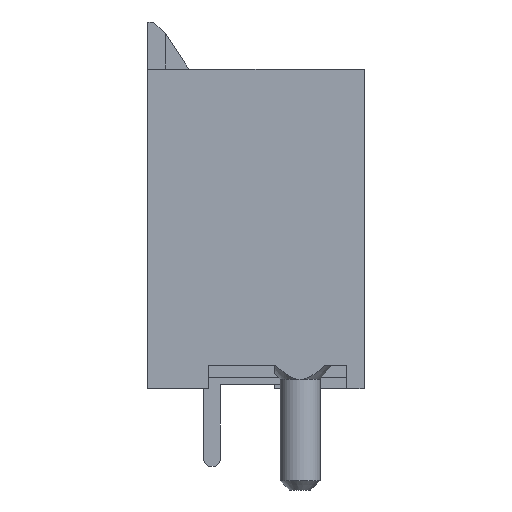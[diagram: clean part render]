
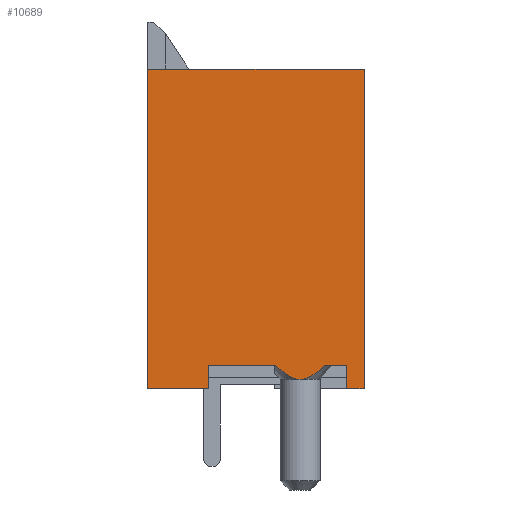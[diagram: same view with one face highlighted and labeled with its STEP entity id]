
A CAD part, left-side view. The second image highlights one B-rep face of the part: STEP entity #10689.
In plain terms, the highlighted planar face has unit normal (-1, 0, 0).
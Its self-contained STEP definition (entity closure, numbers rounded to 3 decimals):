
#26=B_SPLINE_CURVE_WITH_KNOTS('',3,(#14873,#14874,#14875,#14876,#14877,
#14878,#14879,#14880,#14881),.UNSPECIFIED.,.F.,.F.,(4,1,1,1,1,1,4),(0.,
0.25,0.375,0.5,0.625,0.75,1.),.UNSPECIFIED.);
#27=B_SPLINE_CURVE_WITH_KNOTS('',3,(#14883,#14884,#14885,#14886,#14887,
#14888,#14889,#14890,#14891),.UNSPECIFIED.,.F.,.F.,(4,1,1,1,1,1,4),(0.,
0.25,0.375,0.5,0.625,0.75,1.),.UNSPECIFIED.);
#1347=ORIENTED_EDGE('',*,*,#3323,.T.);
#1348=ORIENTED_EDGE('',*,*,#3324,.T.);
#1349=ORIENTED_EDGE('',*,*,#3325,.T.);
#1350=ORIENTED_EDGE('',*,*,#3326,.T.);
#1351=ORIENTED_EDGE('',*,*,#3327,.T.);
#1352=ORIENTED_EDGE('',*,*,#3328,.F.);
#1353=ORIENTED_EDGE('',*,*,#3255,.T.);
#1354=ORIENTED_EDGE('',*,*,#3202,.T.);
#1355=ORIENTED_EDGE('',*,*,#3181,.F.);
#1356=ORIENTED_EDGE('',*,*,#3321,.F.);
#1357=ORIENTED_EDGE('',*,*,#3329,.T.);
#3181=EDGE_CURVE('',#4294,#4295,#5180,.T.);
#3202=EDGE_CURVE('',#4309,#4295,#5197,.T.);
#3255=EDGE_CURVE('',#4343,#4309,#5250,.T.);
#3321=EDGE_CURVE('',#4373,#4294,#5316,.T.);
#3323=EDGE_CURVE('',#4374,#4375,#5318,.T.);
#3324=EDGE_CURVE('',#4375,#4376,#26,.T.);
#3325=EDGE_CURVE('',#4376,#4377,#27,.T.);
#3326=EDGE_CURVE('',#4377,#4378,#5319,.T.);
#3327=EDGE_CURVE('',#4378,#4379,#5320,.T.);
#3328=EDGE_CURVE('',#4343,#4379,#5321,.T.);
#3329=EDGE_CURVE('',#4373,#4374,#5322,.T.);
#4294=VERTEX_POINT('',#14589);
#4295=VERTEX_POINT('',#14591);
#4309=VERTEX_POINT('',#14631);
#4343=VERTEX_POINT('',#14727);
#4373=VERTEX_POINT('',#14866);
#4374=VERTEX_POINT('',#14871);
#4375=VERTEX_POINT('',#14872);
#4376=VERTEX_POINT('',#14882);
#4377=VERTEX_POINT('',#14892);
#4378=VERTEX_POINT('',#14894);
#4379=VERTEX_POINT('',#14896);
#5180=LINE('',#14590,#6144);
#5197=LINE('',#14630,#6161);
#5250=LINE('',#14726,#6214);
#5316=LINE('',#14867,#6280);
#5318=LINE('',#14870,#6282);
#5319=LINE('',#14893,#6283);
#5320=LINE('',#14895,#6284);
#5321=LINE('',#14897,#6285);
#5322=LINE('',#14898,#6286);
#6144=VECTOR('',#12141,1000.);
#6161=VECTOR('',#12176,1000.);
#6214=VECTOR('',#12247,1000.);
#6280=VECTOR('',#12401,1000.);
#6282=VECTOR('',#12405,1000.);
#6283=VECTOR('',#12406,1000.);
#6284=VECTOR('',#12407,1000.);
#6285=VECTOR('',#12408,1000.);
#6286=VECTOR('',#12409,1000.);
#6860=EDGE_LOOP('',(#1347,#1348,#1349,#1350,#1351,#1352,#1353,#1354,#1355,
#1356,#1357));
#7265=FACE_BOUND('',#6860,.T.);
#7656=PLANE('',#11097);
#10689=ADVANCED_FACE('',(#7265),#7656,.F.);
#11097=AXIS2_PLACEMENT_3D('',#14869,#12403,#12404);
#12141=DIRECTION('',(0.,-1.,0.));
#12176=DIRECTION('',(0.,0.,1.));
#12247=DIRECTION('',(0.,-1.,0.));
#12401=DIRECTION('',(0.,0.,1.));
#12403=DIRECTION('',(1.,0.,0.));
#12404=DIRECTION('',(0.,0.,-1.));
#12405=DIRECTION('',(0.,0.,-1.));
#12406=DIRECTION('',(0.,0.,-1.));
#12407=DIRECTION('',(0.,1.,0.));
#12408=DIRECTION('',(0.,0.,1.));
#12409=DIRECTION('',(0.,-1.,0.));
#14589=CARTESIAN_POINT('',(-8.4,13.6,4.6));
#14590=CARTESIAN_POINT('',(-8.4,13.6,4.6));
#14591=CARTESIAN_POINT('',(-8.4,0.,4.6));
#14630=CARTESIAN_POINT('',(-8.4,0.,-4.6));
#14631=CARTESIAN_POINT('',(-8.4,0.,-4.6));
#14726=CARTESIAN_POINT('',(-8.4,13.6,-4.6));
#14727=CARTESIAN_POINT('',(-8.4,13.6,-4.6));
#14866=CARTESIAN_POINT('',(-8.4,13.6,2.));
#14867=CARTESIAN_POINT('',(-8.4,13.6,-4.6));
#14869=CARTESIAN_POINT('',(-8.4,13.6,-4.6));
#14870=CARTESIAN_POINT('',(-8.4,12.6,-0.8));
#14871=CARTESIAN_POINT('',(-8.4,12.6,2.));
#14872=CARTESIAN_POINT('',(-8.4,12.6,-0.826));
#14873=CARTESIAN_POINT('',(-8.4,12.6,-0.826));
#14874=CARTESIAN_POINT('',(-8.4,12.684,-0.916));
#14875=CARTESIAN_POINT('',(-8.4,12.793,-1.04));
#14876=CARTESIAN_POINT('',(-8.4,12.916,-1.197));
#14877=CARTESIAN_POINT('',(-8.4,12.976,-1.277));
#14878=CARTESIAN_POINT('',(-8.4,13.087,-1.457));
#14879=CARTESIAN_POINT('',(-8.4,13.171,-1.648));
#14880=CARTESIAN_POINT('',(-8.4,13.2,-1.788));
#14881=CARTESIAN_POINT('',(-8.4,13.2,-1.875));
#14882=CARTESIAN_POINT('',(-8.4,13.2,-1.875));
#14883=CARTESIAN_POINT('',(-8.4,13.2,-1.875));
#14884=CARTESIAN_POINT('',(-8.4,13.2,-1.96));
#14885=CARTESIAN_POINT('',(-8.4,13.172,-2.098));
#14886=CARTESIAN_POINT('',(-8.4,13.089,-2.288));
#14887=CARTESIAN_POINT('',(-8.4,12.982,-2.464));
#14888=CARTESIAN_POINT('',(-8.4,12.922,-2.546));
#14889=CARTESIAN_POINT('',(-8.4,12.798,-2.705));
#14890=CARTESIAN_POINT('',(-8.4,12.686,-2.831));
#14891=CARTESIAN_POINT('',(-8.4,12.6,-2.924));
#14892=CARTESIAN_POINT('',(-8.4,12.6,-2.924));
#14893=CARTESIAN_POINT('',(-8.4,12.6,-0.8));
#14894=CARTESIAN_POINT('',(-8.4,12.6,-3.85));
#14895=CARTESIAN_POINT('',(-8.4,12.6,-3.85));
#14896=CARTESIAN_POINT('',(-8.4,13.6,-3.85));
#14897=CARTESIAN_POINT('',(-8.4,13.6,-4.6));
#14898=CARTESIAN_POINT('',(-8.4,12.6,2.));
